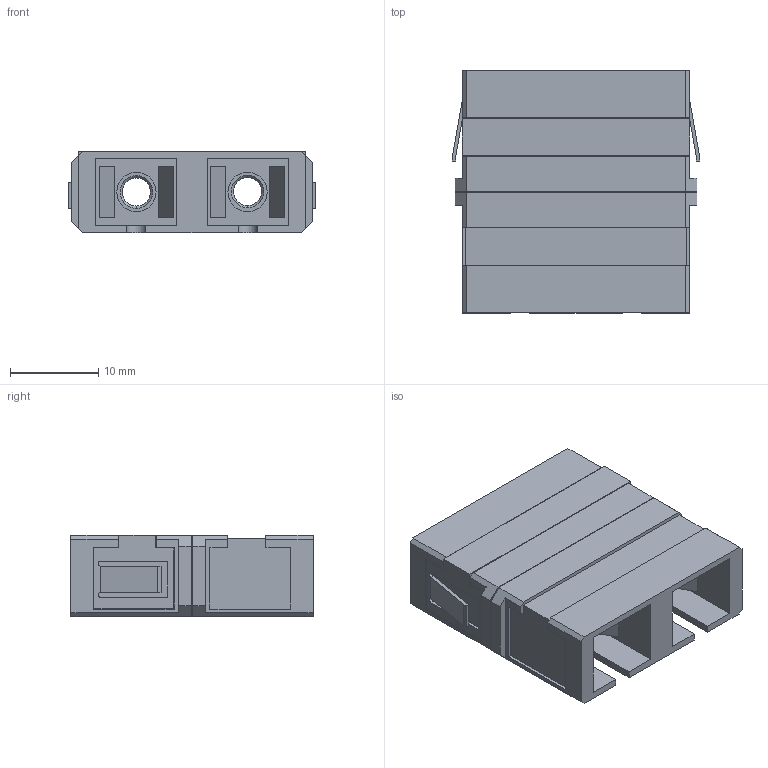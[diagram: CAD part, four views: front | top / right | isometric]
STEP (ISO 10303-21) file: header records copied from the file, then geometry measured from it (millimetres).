
FILE_DESCRIPTION (( 'STEP AP214' ), '1' );
FILE_NAME ('FOA-SCSM2-PC0N_3D.STEP', '2021-08-12T21:30:19', ( '' ), ( '' ), 'SwSTEP 2.0', 'SolidWorks 2021', '' );
FILE_SCHEMA (( 'AUTOMOTIVE_DESIGN' ));
Length unit declared in the file: inch
Products named in the file (1): FOA-SCSM2-PC0N_3D
Bounding box: 28.07 x 27.43 x 9.27 mm (x, y, z)
Volume: 3262.5 mm3; surface area: 5677.6 mm2
Topology: 1 solids, 1 shells, 226 faces, 612 edges, 404 vertices
Faces by surface type: plane 198, cylinder 20, cone 8
Entity records: 8609 total; most frequent: CARTESIAN_POINT 1243, ORIENTED_EDGE 1224, DIRECTION 1114, EDGE_CURVE 612, VECTOR 564, LINE 564, VERTEX_POINT 404, AXIS2_PLACEMENT_3D 275
